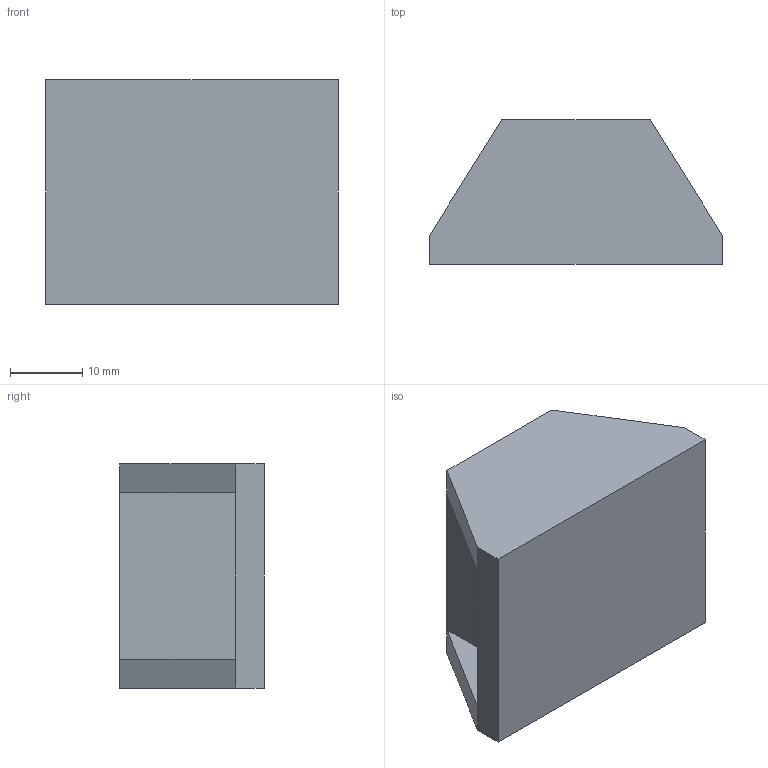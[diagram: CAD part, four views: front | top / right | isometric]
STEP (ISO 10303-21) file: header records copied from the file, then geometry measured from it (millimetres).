
FILE_DESCRIPTION(/* description */ (''),/* implementation_level */ '2;1');
FILE_NAME(/* name */ 'servommount1.d.stp',/* time_stamp */ '2019-08-06T11:26:16-04:00',/* author */ ('cui_t'),/* organization */ (''),/* preprocessor_version */ 'ST-DEVELOPER v18',/* originating_system */ 'Autodesk Inventor 2020',/* authorisation */ '');
FILE_SCHEMA (('AUTOMOTIVE_DESIGN { 1 0 10303 214 3 1 1 }'));
Length unit declared in the file: millimetre
Products named in the file (1): servommount1
Bounding box: 40.5 x 20 x 31 mm (x, y, z)
Volume: 10980.1 mm3; surface area: 6204.9 mm2
Topology: 1 solids, 1 shells, 27 faces, 66 edges, 42 vertices
Faces by surface type: plane 26, cylinder 1
Full cylindrical faces by diameter (mm): 1.95 x1
Entity records: 817 total; most frequent: CARTESIAN_POINT 136, ORIENTED_EDGE 132, DIRECTION 126, EDGE_CURVE 66, LINE 62, VECTOR 62, VERTEX_POINT 42, AXIS2_PLACEMENT_3D 32
